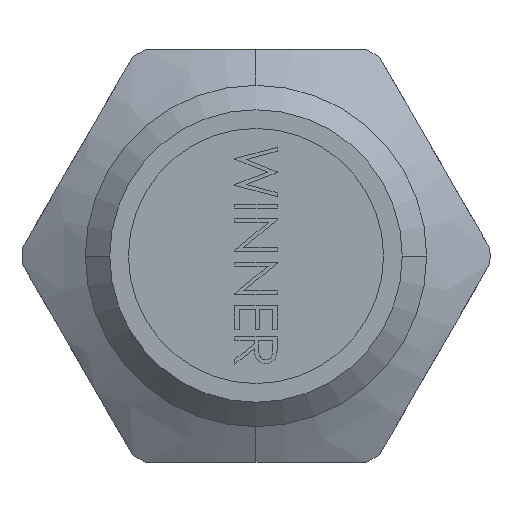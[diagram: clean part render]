
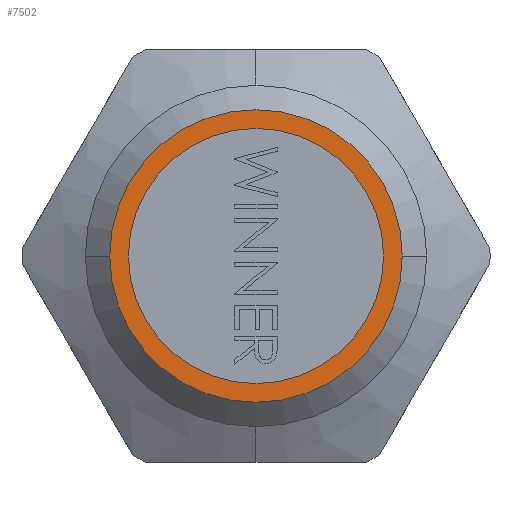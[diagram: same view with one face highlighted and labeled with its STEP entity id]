
A CAD part, left-side view. The second image highlights one B-rep face of the part: STEP entity #7502.
In plain terms, the highlighted planar face has unit normal (-1, 0, 0).
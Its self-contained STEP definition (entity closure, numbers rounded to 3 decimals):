
#141 = CIRCLE ( 'NONE', #1900, 9. ) ;
#147 = CARTESIAN_POINT ( 'NONE',  ( -57.5, 0., -7.85 ) ) ;
#248 = EDGE_CURVE ( 'NONE', #5158, #10205, #3265, .T. ) ;
#399 = DIRECTION ( 'NONE',  ( -1., 0., 0. ) ) ;
#468 = DIRECTION ( 'NONE',  ( 0., 0., 1. ) ) ;
#721 = ORIENTED_EDGE ( 'NONE', *, *, #248, .F. ) ;
#916 = FACE_BOUND ( 'NONE', #4913, .T. ) ;
#1463 = CARTESIAN_POINT ( 'NONE',  ( -57.5, 0., 0. ) ) ;
#1900 = AXIS2_PLACEMENT_3D ( 'NONE', #1463, #12065, #8240 ) ;
#2644 = AXIS2_PLACEMENT_3D ( 'NONE', #11114, #5370, #12116 ) ;
#3265 = CIRCLE ( 'NONE', #9588, 7.85 ) ;
#3349 = CARTESIAN_POINT ( 'NONE',  ( -57.5, 0., 0. ) ) ;
#3435 = CARTESIAN_POINT ( 'NONE',  ( -57.5, 0., 0. ) ) ;
#3921 = VERTEX_POINT ( 'NONE', #9145 ) ;
#4364 = DIRECTION ( 'NONE',  ( 0., 1., 0. ) ) ;
#4913 = EDGE_LOOP ( 'NONE', ( #9505, #721 ) ) ;
#5120 = AXIS2_PLACEMENT_3D ( 'NONE', #8338, #5678, #11450 ) ;
#5158 = VERTEX_POINT ( 'NONE', #147 ) ;
#5370 = DIRECTION ( 'NONE',  ( -1., 0., 0. ) ) ;
#5383 = AXIS2_PLACEMENT_3D ( 'NONE', #3435, #399, #4364 ) ;
#5678 = DIRECTION ( 'NONE',  ( 1., 0., 0. ) ) ;
#5768 = EDGE_CURVE ( 'NONE', #9182, #3921, #6984, .T. ) ;
#6984 = CIRCLE ( 'NONE', #5120, 9. ) ;
#7502 = ADVANCED_FACE ( 'NONE', ( #11933, #916 ), #8209, .T. ) ;
#7815 = CARTESIAN_POINT ( 'NONE',  ( -57.5, 0., 7.85 ) ) ;
#8209 = PLANE ( 'NONE',  #5383 ) ;
#8240 = DIRECTION ( 'NONE',  ( 0., -1., 0. ) ) ;
#8338 = CARTESIAN_POINT ( 'NONE',  ( -57.5, 0., 0. ) ) ;
#8804 = EDGE_LOOP ( 'NONE', ( #9672, #11518 ) ) ;
#9022 = EDGE_CURVE ( 'NONE', #3921, #9182, #141, .T. ) ;
#9145 = CARTESIAN_POINT ( 'NONE',  ( -57.5, -9., 0. ) ) ;
#9182 = VERTEX_POINT ( 'NONE', #12442 ) ;
#9439 = CIRCLE ( 'NONE', #2644, 7.85 ) ;
#9505 = ORIENTED_EDGE ( 'NONE', *, *, #10856, .F. ) ;
#9588 = AXIS2_PLACEMENT_3D ( 'NONE', #3349, #11881, #468 ) ;
#9672 = ORIENTED_EDGE ( 'NONE', *, *, #9022, .F. ) ;
#10205 = VERTEX_POINT ( 'NONE', #7815 ) ;
#10856 = EDGE_CURVE ( 'NONE', #10205, #5158, #9439, .T. ) ;
#11114 = CARTESIAN_POINT ( 'NONE',  ( -57.5, 0., 0. ) ) ;
#11450 = DIRECTION ( 'NONE',  ( 0., -1., 0. ) ) ;
#11518 = ORIENTED_EDGE ( 'NONE', *, *, #5768, .F. ) ;
#11881 = DIRECTION ( 'NONE',  ( -1., 0., 0. ) ) ;
#11933 = FACE_OUTER_BOUND ( 'NONE', #8804, .T. ) ;
#12065 = DIRECTION ( 'NONE',  ( 1., 0., 0. ) ) ;
#12116 = DIRECTION ( 'NONE',  ( 0., 0., 1. ) ) ;
#12442 = CARTESIAN_POINT ( 'NONE',  ( -57.5, 9., 0. ) ) ;
